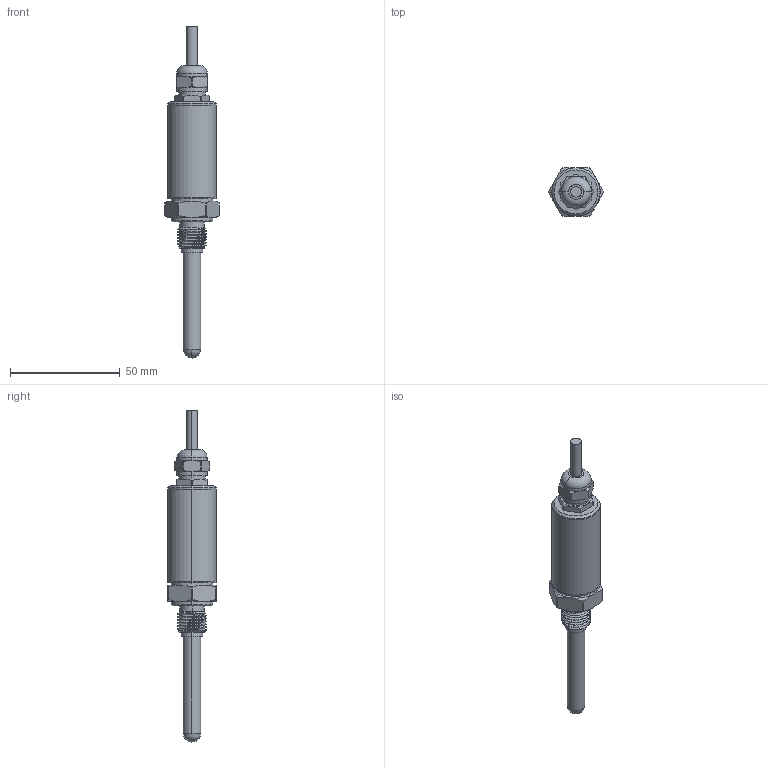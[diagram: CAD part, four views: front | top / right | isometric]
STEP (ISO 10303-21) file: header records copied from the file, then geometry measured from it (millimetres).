
FILE_DESCRIPTION (( 'STEP AP214' ), '1' );
FILE_NAME ('SRTH600-901-2402_3D.STEP', '2022-03-10T22:34:34', ( '' ), ( '' ), 'SwSTEP 2.0', 'SolidWorks 2021', '' );
FILE_SCHEMA (( 'AUTOMOTIVE_DESIGN' ));
Length unit declared in the file: inch
Products named in the file (5): FST800-2; PRT0001; SRTH600-901-2402_3D; M12X1-FANGSHUI-01; FST800-1
Assembly tree (4 placements, depth 2):
  SRTH600-901-2402_3D
    FST800-1
    FST800-2
    PRT0001
    M12X1-FANGSHUI-01
Bounding box: 25 x 22 x 151.2 mm (x, y, z)
Volume: 27404.3 mm3; surface area: 10012.9 mm2
Topology: 4 solids, 4 shells, 178 faces, 462 edges, 303 vertices
Faces by surface type: cylinder 72, cone 47, plane 40, bspline 17, torus 2
Entity records: 10310 total; most frequent: CARTESIAN_POINT 6105, ORIENTED_EDGE 916, DIRECTION 703, EDGE_CURVE 458, VERTEX_POINT 303, AXIS2_PLACEMENT_3D 296, B_SPLINE_CURVE_WITH_KNOTS 219, EDGE_LOOP 195
